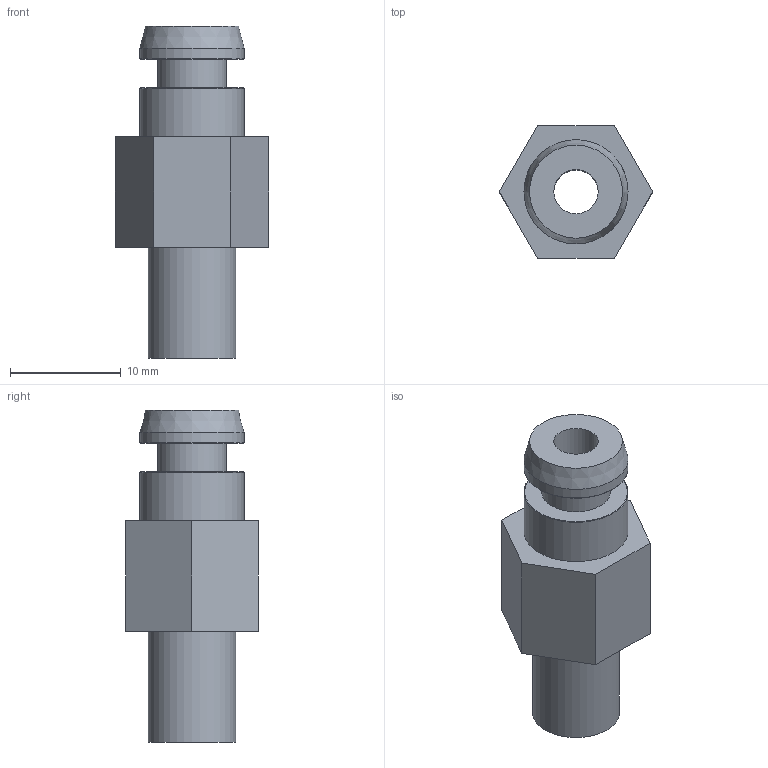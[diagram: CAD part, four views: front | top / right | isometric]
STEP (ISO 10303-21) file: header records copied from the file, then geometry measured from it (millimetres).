
FILE_DESCRIPTION(/* description */ (''),/* implementation_level */ '2;1');
FILE_NAME(/* name */ 'Piston tanchit v10.step',/* time_stamp */ '2024-04-27T16:13:22+02:00',/* author */ (''),/* organization */ (''),/* preprocessor_version */ 'ST-DEVELOPER v20',/* originating_system */ 'Autodesk Translation Framework v12.20.1.177',/* authorisation */ '');
FILE_SCHEMA (('AUTOMOTIVE_DESIGN { 1 0 10303 214 3 1 1 }'));
Length unit declared in the file: millimetre
Products named in the file (1): Piston étanchéité
Bounding box: 13.86 x 12 x 30 mm (x, y, z)
Volume: 1936 mm3; surface area: 1595.7 mm2
Topology: 1 solids, 1 shells, 20 faces, 41 edges, 27 vertices
Faces by surface type: plane 12, cylinder 5, bspline 2, cone 1
Full cylindrical faces by diameter (mm): 4 x1, 6.2 x1, 7.884 x1, 9.4 x2
Entity records: 807 total; most frequent: CARTESIAN_POINT 337, DIRECTION 92, ORIENTED_EDGE 82, EDGE_CURVE 41, AXIS2_PLACEMENT_3D 34, VERTEX_POINT 27, EDGE_LOOP 26, LINE 24
